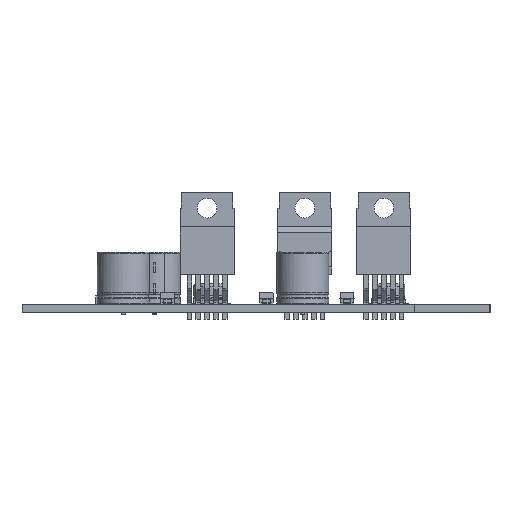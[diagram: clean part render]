
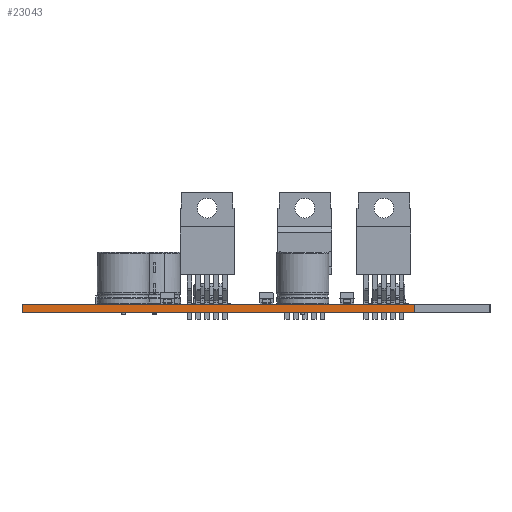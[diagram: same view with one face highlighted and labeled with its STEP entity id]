
A CAD part, left-side view. The second image highlights one B-rep face of the part: STEP entity #23043.
In plain terms, the highlighted planar face has unit normal (-1, 0, 0).
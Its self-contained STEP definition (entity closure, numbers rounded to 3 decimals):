
#19396 = PLANE('',#19397);
#19397 = AXIS2_PLACEMENT_3D('',#19398,#19399,#19400);
#19398 = CARTESIAN_POINT('',(215.5,-90.5,1.6));
#19399 = DIRECTION('',(0.,0.,1.));
#19400 = DIRECTION('',(1.,0.,0.));
#19450 = PLANE('',#19451);
#19451 = AXIS2_PLACEMENT_3D('',#19452,#19453,#19454);
#19452 = CARTESIAN_POINT('',(215.5,-90.5,0.));
#19453 = DIRECTION('',(0.,0.,1.));
#19454 = DIRECTION('',(1.,0.,0.));
#19483 = PLANE('',#19484);
#19484 = AXIS2_PLACEMENT_3D('',#19485,#19486,#19487);
#19485 = CARTESIAN_POINT('',(170.,-121.,0.));
#19486 = DIRECTION('',(1.,0.,0.));
#19487 = DIRECTION('',(0.,-1.,0.));
#19727 = VERTEX_POINT('',#19728);
#19728 = CARTESIAN_POINT('',(170.,-45.5,0.));
#19742 = PLANE('',#19743);
#19743 = AXIS2_PLACEMENT_3D('',#19744,#19745,#19746);
#19744 = CARTESIAN_POINT('',(190.,-45.5,0.));
#19745 = DIRECTION('',(0.,-1.,0.));
#19746 = DIRECTION('',(-1.,0.,0.));
#19754 = EDGE_CURVE('',#19727,#19755,#19757,.T.);
#19755 = VERTEX_POINT('',#19756);
#19756 = CARTESIAN_POINT('',(170.,-121.,0.));
#19757 = SURFACE_CURVE('',#19758,(#19762,#19769),.PCURVE_S1.);
#19758 = LINE('',#19759,#19760);
#19759 = CARTESIAN_POINT('',(170.,-45.5,0.));
#19760 = VECTOR('',#19761,1.);
#19761 = DIRECTION('',(0.,-1.,0.));
#19762 = PCURVE('',#19450,#19763);
#19763 = DEFINITIONAL_REPRESENTATION('',(#19764),#19768);
#19764 = LINE('',#19765,#19766);
#19765 = CARTESIAN_POINT('',(-45.5,45.));
#19766 = VECTOR('',#19767,1.);
#19767 = DIRECTION('',(0.,-1.));
#19768 = ( GEOMETRIC_REPRESENTATION_CONTEXT(2) 
PARAMETRIC_REPRESENTATION_CONTEXT() REPRESENTATION_CONTEXT('2D SPACE',''
  ) );
#19769 = PCURVE('',#19770,#19775);
#19770 = PLANE('',#19771);
#19771 = AXIS2_PLACEMENT_3D('',#19772,#19773,#19774);
#19772 = CARTESIAN_POINT('',(170.,-45.5,0.));
#19773 = DIRECTION('',(1.,0.,0.));
#19774 = DIRECTION('',(0.,-1.,0.));
#19775 = DEFINITIONAL_REPRESENTATION('',(#19776),#19780);
#19776 = LINE('',#19777,#19778);
#19777 = CARTESIAN_POINT('',(0.,0.));
#19778 = VECTOR('',#19779,1.);
#19779 = DIRECTION('',(1.,0.));
#19780 = ( GEOMETRIC_REPRESENTATION_CONTEXT(2) 
PARAMETRIC_REPRESENTATION_CONTEXT() REPRESENTATION_CONTEXT('2D SPACE',''
  ) );
#21545 = VERTEX_POINT('',#21546);
#21546 = CARTESIAN_POINT('',(170.,-45.5,1.6));
#21567 = EDGE_CURVE('',#21545,#21568,#21570,.T.);
#21568 = VERTEX_POINT('',#21569);
#21569 = CARTESIAN_POINT('',(170.,-121.,1.6));
#21570 = SURFACE_CURVE('',#21571,(#21575,#21582),.PCURVE_S1.);
#21571 = LINE('',#21572,#21573);
#21572 = CARTESIAN_POINT('',(170.,-45.5,1.6));
#21573 = VECTOR('',#21574,1.);
#21574 = DIRECTION('',(0.,-1.,0.));
#21575 = PCURVE('',#19396,#21576);
#21576 = DEFINITIONAL_REPRESENTATION('',(#21577),#21581);
#21577 = LINE('',#21578,#21579);
#21578 = CARTESIAN_POINT('',(-45.5,45.));
#21579 = VECTOR('',#21580,1.);
#21580 = DIRECTION('',(0.,-1.));
#21581 = ( GEOMETRIC_REPRESENTATION_CONTEXT(2) 
PARAMETRIC_REPRESENTATION_CONTEXT() REPRESENTATION_CONTEXT('2D SPACE',''
  ) );
#21582 = PCURVE('',#19770,#21583);
#21583 = DEFINITIONAL_REPRESENTATION('',(#21584),#21588);
#21584 = LINE('',#21585,#21586);
#21585 = CARTESIAN_POINT('',(0.,-1.6));
#21586 = VECTOR('',#21587,1.);
#21587 = DIRECTION('',(1.,0.));
#21588 = ( GEOMETRIC_REPRESENTATION_CONTEXT(2) 
PARAMETRIC_REPRESENTATION_CONTEXT() REPRESENTATION_CONTEXT('2D SPACE',''
  ) );
#22993 = EDGE_CURVE('',#19755,#21568,#22994,.T.);
#22994 = SURFACE_CURVE('',#22995,(#22999,#23006),.PCURVE_S1.);
#22995 = LINE('',#22996,#22997);
#22996 = CARTESIAN_POINT('',(170.,-121.,0.));
#22997 = VECTOR('',#22998,1.);
#22998 = DIRECTION('',(0.,0.,1.));
#22999 = PCURVE('',#19483,#23000);
#23000 = DEFINITIONAL_REPRESENTATION('',(#23001),#23005);
#23001 = LINE('',#23002,#23003);
#23002 = CARTESIAN_POINT('',(0.,0.));
#23003 = VECTOR('',#23004,1.);
#23004 = DIRECTION('',(0.,-1.));
#23005 = ( GEOMETRIC_REPRESENTATION_CONTEXT(2) 
PARAMETRIC_REPRESENTATION_CONTEXT() REPRESENTATION_CONTEXT('2D SPACE',''
  ) );
#23006 = PCURVE('',#19770,#23007);
#23007 = DEFINITIONAL_REPRESENTATION('',(#23008),#23012);
#23008 = LINE('',#23009,#23010);
#23009 = CARTESIAN_POINT('',(75.5,0.));
#23010 = VECTOR('',#23011,1.);
#23011 = DIRECTION('',(0.,-1.));
#23012 = ( GEOMETRIC_REPRESENTATION_CONTEXT(2) 
PARAMETRIC_REPRESENTATION_CONTEXT() REPRESENTATION_CONTEXT('2D SPACE',''
  ) );
#23043 = ADVANCED_FACE('',(#23044),#19770,.F.);
#23044 = FACE_BOUND('',#23045,.F.);
#23045 = EDGE_LOOP('',(#23046,#23067,#23068,#23069));
#23046 = ORIENTED_EDGE('',*,*,#23047,.T.);
#23047 = EDGE_CURVE('',#19727,#21545,#23048,.T.);
#23048 = SURFACE_CURVE('',#23049,(#23053,#23060),.PCURVE_S1.);
#23049 = LINE('',#23050,#23051);
#23050 = CARTESIAN_POINT('',(170.,-45.5,0.));
#23051 = VECTOR('',#23052,1.);
#23052 = DIRECTION('',(0.,0.,1.));
#23053 = PCURVE('',#19770,#23054);
#23054 = DEFINITIONAL_REPRESENTATION('',(#23055),#23059);
#23055 = LINE('',#23056,#23057);
#23056 = CARTESIAN_POINT('',(0.,0.));
#23057 = VECTOR('',#23058,1.);
#23058 = DIRECTION('',(0.,-1.));
#23059 = ( GEOMETRIC_REPRESENTATION_CONTEXT(2) 
PARAMETRIC_REPRESENTATION_CONTEXT() REPRESENTATION_CONTEXT('2D SPACE',''
  ) );
#23060 = PCURVE('',#19742,#23061);
#23061 = DEFINITIONAL_REPRESENTATION('',(#23062),#23066);
#23062 = LINE('',#23063,#23064);
#23063 = CARTESIAN_POINT('',(20.,0.));
#23064 = VECTOR('',#23065,1.);
#23065 = DIRECTION('',(0.,-1.));
#23066 = ( GEOMETRIC_REPRESENTATION_CONTEXT(2) 
PARAMETRIC_REPRESENTATION_CONTEXT() REPRESENTATION_CONTEXT('2D SPACE',''
  ) );
#23067 = ORIENTED_EDGE('',*,*,#21567,.T.);
#23068 = ORIENTED_EDGE('',*,*,#22993,.F.);
#23069 = ORIENTED_EDGE('',*,*,#19754,.F.);
